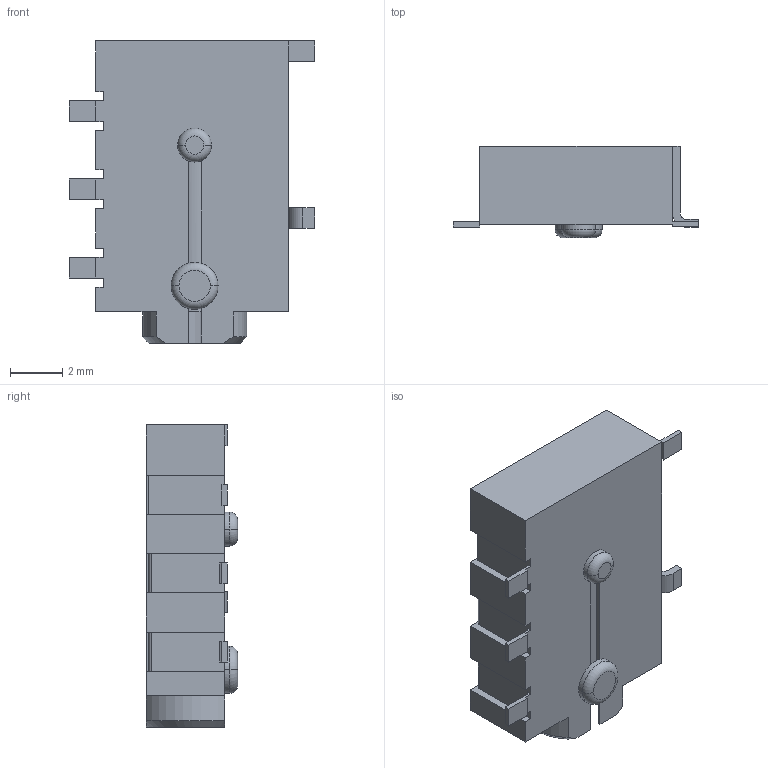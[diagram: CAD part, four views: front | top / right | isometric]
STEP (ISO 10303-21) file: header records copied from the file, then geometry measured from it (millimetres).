
FILE_DESCRIPTION (( 'STEP AP203' ), '1' );
FILE_NAME ('CUI_DEVICES_SJ1-2535-SMT-TR.step', '2019-10-20T22:33:27', ( '' ), ( '' ), 'SwSTEP 2.0', 'SolidWorks 2019', '' );
FILE_SCHEMA (( 'CONFIG_CONTROL_DESIGN' ));
Length unit declared in the file: inch
Products named in the file (1): CUI_DEVICES_SJ1-2535-SMT-TR
Bounding box: 9.4 x 3.5 x 11.6 mm (x, y, z)
Volume: 235.2 mm3; surface area: 308.3 mm2
Topology: 1 solids, 1 shells, 85 faces, 245 edges, 160 vertices
Faces by surface type: plane 61, cylinder 17, torus 4, cone 3
Entity records: 2858 total; most frequent: CARTESIAN_POINT 508, ORIENTED_EDGE 490, DIRECTION 461, EDGE_CURVE 245, LINE 191, VECTOR 191, VERTEX_POINT 160, AXIS2_PLACEMENT_3D 135
